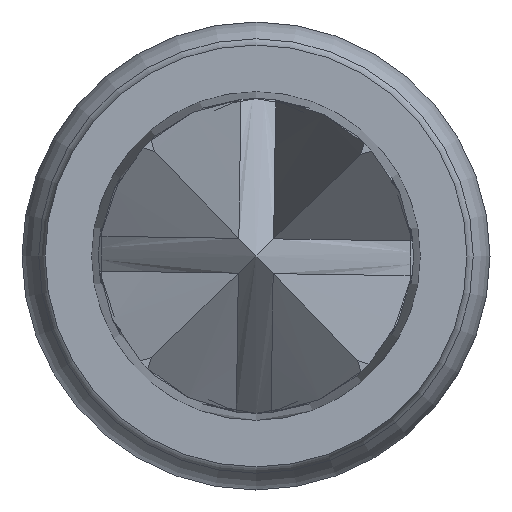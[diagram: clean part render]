
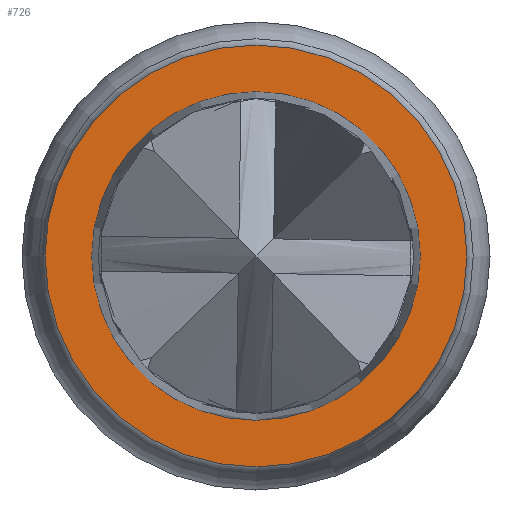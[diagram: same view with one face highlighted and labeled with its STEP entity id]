
A CAD part, left-side view. The second image highlights one B-rep face of the part: STEP entity #726.
In plain terms, the highlighted planar face has unit normal (-1, 0, 0).
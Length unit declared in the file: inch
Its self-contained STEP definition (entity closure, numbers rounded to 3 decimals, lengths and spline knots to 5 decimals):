
#1 = CARTESIAN_POINT ( 'NONE',  ( 0., 0.02725, 0. ) ) ;
#109 = VERTEX_POINT ( 'NONE', #503 ) ;
#179 = CARTESIAN_POINT ( 'NONE',  ( 0., 0., -0.02425 ) ) ;
#205 = EDGE_LOOP ( 'NONE', ( #304 ) ) ;
#304 = ORIENTED_EDGE ( 'NONE', *, *, #1178, .F. ) ;
#310 = DIRECTION ( 'NONE',  ( 1., 0., 0. ) ) ;
#393 = VERTEX_POINT ( 'NONE', #179 ) ;
#421 = DIRECTION ( 'NONE',  ( 0., 0., -1. ) ) ;
#431 = EDGE_LOOP ( 'NONE', ( #914 ) ) ;
#493 = CARTESIAN_POINT ( 'NONE',  ( 0., 0., 0. ) ) ;
#503 = CARTESIAN_POINT ( 'NONE',  ( 0., 0., -0.01889 ) ) ;
#529 = DIRECTION ( 'NONE',  ( 1., 0., 0. ) ) ;
#536 = AXIS2_PLACEMENT_3D ( 'NONE', #493, #1038, #1246 ) ;
#540 = FACE_BOUND ( 'NONE', #431, .T. ) ;
#585 = EDGE_CURVE ( 'NONE', #109, #109, #791, .T. ) ;
#690 = PLANE ( 'NONE',  #904 ) ;
#726 = ADVANCED_FACE ( 'NONE', ( #540, #1239 ), #690, .F. ) ;
#791 = CIRCLE ( 'NONE', #901, 0.01889 ) ;
#808 = DIRECTION ( 'NONE',  ( 0., 0., -1. ) ) ;
#901 = AXIS2_PLACEMENT_3D ( 'NONE', #947, #529, #421 ) ;
#904 = AXIS2_PLACEMENT_3D ( 'NONE', #1, #310, #808 ) ;
#914 = ORIENTED_EDGE ( 'NONE', *, *, #585, .T. ) ;
#919 = CIRCLE ( 'NONE', #536, 0.02425 ) ;
#947 = CARTESIAN_POINT ( 'NONE',  ( 0., 0., 0. ) ) ;
#1038 = DIRECTION ( 'NONE',  ( 1., 0., 0. ) ) ;
#1178 = EDGE_CURVE ( 'NONE', #393, #393, #919, .T. ) ;
#1239 = FACE_OUTER_BOUND ( 'NONE', #205, .T. ) ;
#1246 = DIRECTION ( 'NONE',  ( 0., 0., -1. ) ) ;
